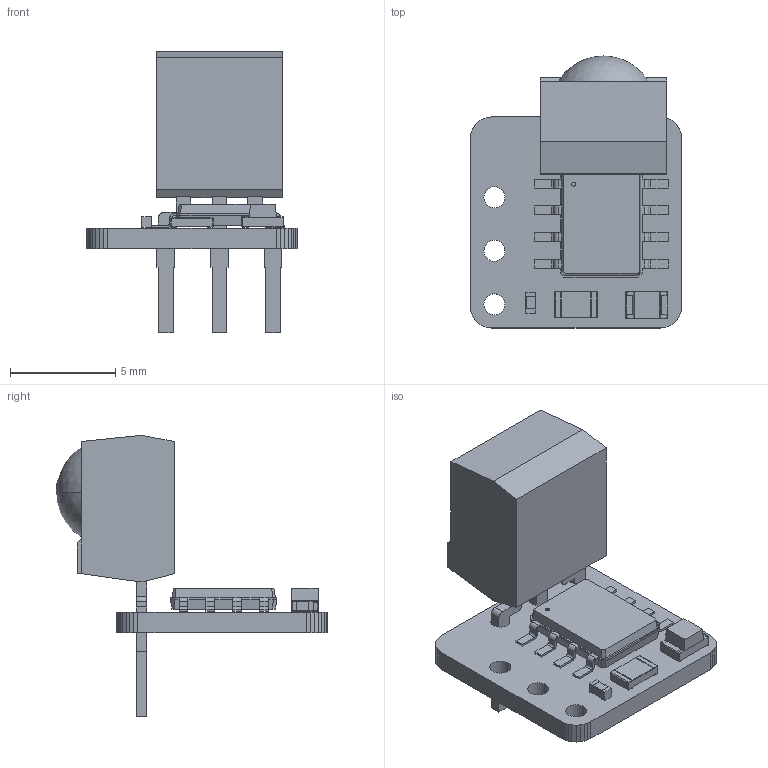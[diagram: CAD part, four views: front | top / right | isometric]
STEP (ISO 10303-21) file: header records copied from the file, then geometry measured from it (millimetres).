
FILE_DESCRIPTION(('FreeCAD Model'),'2;1');
FILE_NAME('Open CASCADE Shape Model','2024-10-01T19:33:11',(''),(''), 'Open CASCADE STEP processor 7.6','FreeCAD','Unknown');
FILE_SCHEMA(('AUTOMOTIVE_DESIGN { 1 0 10303 214 1 1 1 1 }'));
Length unit declared in the file: millimetre
Products named in the file (12): IRStart - Module 1; LED_0805_2012Metric; SOLID; Vishay_MOLD-3Pin; SOLID001; SSOP-8_3.9x5.05mm_P1.27mm; SOLID002; R_0805_2012Metric; SOLID003; C_0402_1005Metric; SOLID004; PCB
Assembly tree (11 placements, depth 3):
  IRStart - Module 1
    LED_0805_2012Metric
      SOLID
    Vishay_MOLD-3Pin
      SOLID001
    SSOP-8_3.9x5.05mm_P1.27mm
      SOLID002
    R_0805_2012Metric
      SOLID003
    C_0402_1005Metric
      SOLID004
    PCB
Bounding box: 10 x 12.89 x 13.34 mm (x, y, z)
Volume: 308.8 mm3; surface area: 578.6 mm2
Topology: 6 solids, 6 shells, 379 faces, 1014 edges, 652 vertices
Faces by surface type: plane 274, cylinder 71, bspline 32, sphere 2
Full cylindrical faces by diameter (mm): 0.2 x1, 0.9 x3, 1 x3
Entity records: 14225 total; most frequent: CARTESIAN_POINT 2185, ORIENTED_EDGE 2028, DIRECTION 1845, EDGE_CURVE 1014, LINE 837, VECTOR 837, VERTEX_POINT 652, AXIS2_PLACEMENT_3D 504
